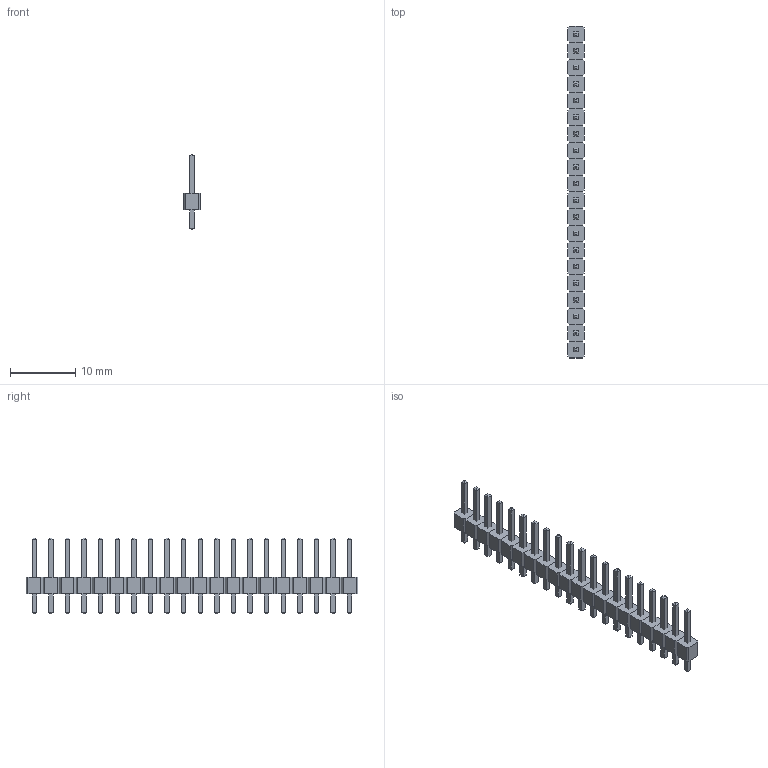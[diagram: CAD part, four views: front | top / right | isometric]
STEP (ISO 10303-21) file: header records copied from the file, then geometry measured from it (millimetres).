
FILE_DESCRIPTION(('FreeCAD Model'),'2;1');
FILE_NAME('Open CASCADE Shape Model','2022-06-14T01:14:47',( 'kicad StepUp'),('ksu MCAD'),'Open CASCADE STEP processor 7.5', 'FreeCAD','Unknown');
FILE_SCHEMA(('AUTOMOTIVE_DESIGN { 1 0 10303 214 1 1 1 1 }'));
Length unit declared in the file: millimetre
Products named in the file (3): PinHeader_P2.54mm_1x20; Body; Pin
Assembly tree (2 placements, depth 2):
  PinHeader_P2.54mm_1x20
    Body
    Pin
Bounding box: 2.54 x 50.8 x 11.5 mm (x, y, z)
Volume: 429.5 mm3; surface area: 1191.9 mm2
Topology: 21 solids, 21 shells, 522 faces, 1124 edges, 644 vertices
Faces by surface type: plane 522
Entity records: 28232 total; most frequent: CARTESIAN_POINT 4541, DIRECTION 4422, LINE 3372, VECTOR 3372, ORIENTED_EDGE 2248, PCURVE 2248, DEFINITIONAL_REPRESENTATION 2248, EDGE_CURVE 1124
